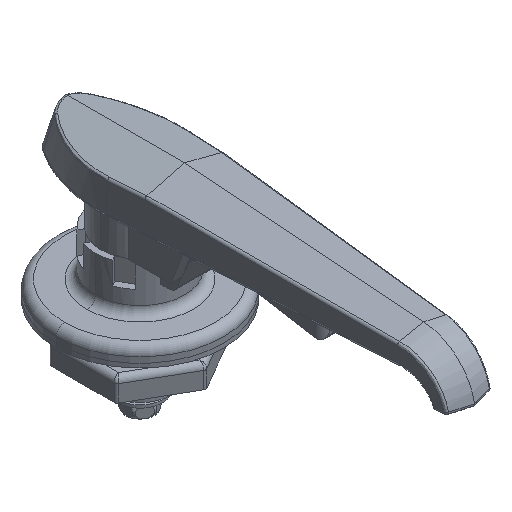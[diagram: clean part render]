
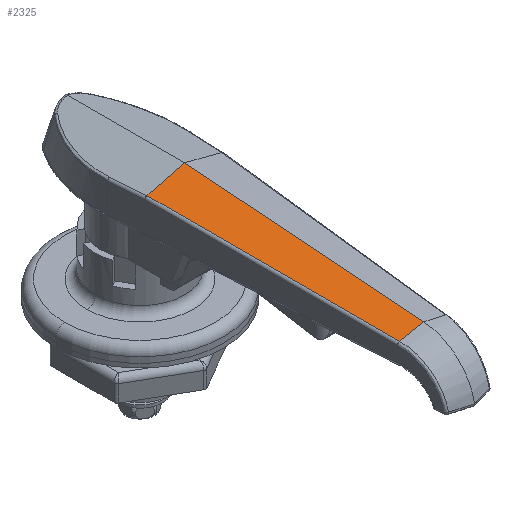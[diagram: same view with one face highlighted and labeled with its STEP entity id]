
A CAD part, isometric view. The second image highlights one B-rep face of the part: STEP entity #2325.
In plain terms, the highlighted planar face has unit normal (-0.257, -0.073, 0.964).
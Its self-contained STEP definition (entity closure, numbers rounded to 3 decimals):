
#1027 = CARTESIAN_POINT ( 'NONE',  ( -13.368, -15.865, 24.445 ) ) ;
#1052 = CARTESIAN_POINT ( 'NONE',  ( -0.808, -15.992, 27.785 ) ) ;
#1053 = CARTESIAN_POINT ( 'NONE',  ( -13.367, -15.865, 24.445 ) ) ;
#1054 = DIRECTION ( 'NONE',  ( 0.966, -0.01, 0.257 ) ) ;
#1055 = CARTESIAN_POINT ( 'NONE',  ( -8.208, -102.022, 19.283 ) ) ;
#1056 = DIRECTION ( 'NONE',  ( 0.06, -0.996, -0.06 ) ) ;
#1057 = CARTESIAN_POINT ( 'NONE',  ( -13.37, -15.865, 24.444 ) ) ;
#1058 = CARTESIAN_POINT ( 'NONE',  ( -13.371, -15.865, 24.444 ) ) ;
#1489 = VERTEX_POINT ( 'NONE', #5645 ) ;
#1507 = VERTEX_POINT ( 'NONE', #5356 ) ;
#1511 = VERTEX_POINT ( 'NONE', #5360 ) ;
#2325 = ADVANCED_FACE ( 'NONE', ( #9553 ), #6036, .F. ) ;
#2635 = AXIS2_PLACEMENT_3D ( 'NONE', #6032, #6045, #6046 ) ;
#3208 = CARTESIAN_POINT ( 'NONE',  ( 0., -16., 28. ) ) ;
#3209 = DIRECTION ( 'NONE',  ( 0., -0.997, -0.076 ) ) ;
#3332 = CARTESIAN_POINT ( 'NONE',  ( -8.255, -101.227, 19.331 ) ) ;
#3333 = CARTESIAN_POINT ( 'NONE',  ( -8.256, -101.227, 19.331 ) ) ;
#3334 = CARTESIAN_POINT ( 'NONE',  ( -13.371, -15.865, 24.444 ) ) ;
#5305 = EDGE_CURVE ( 'NONE', #1489, #1507, #7681, .T. ) ;
#5306 = EDGE_CURVE ( 'NONE', #1489, #8148, #7128, .T. ) ;
#5307 = EDGE_CURVE ( 'NONE', #8148, #8147, #7684, .T. ) ;
#5308 = EDGE_CURVE ( 'NONE', #8147, #8146, #7129, .T. ) ;
#5309 = EDGE_CURVE ( 'NONE', #1511, #8146, #7679, .T. ) ;
#5356 = CARTESIAN_POINT ( 'NONE',  ( 0., -16., 28. ) ) ;
#5360 = CARTESIAN_POINT ( 'NONE',  ( 0., -101.663, 21.5 ) ) ;
#5602 = EDGE_CURVE ( 'NONE', #1507, #1511, #6802, .T. ) ;
#5645 = CARTESIAN_POINT ( 'NONE',  ( -13.367, -15.865, 24.445 ) ) ;
#5712 = CARTESIAN_POINT ( 'NONE',  ( -8.256, -101.227, 19.331 ) ) ;
#5714 = CARTESIAN_POINT ( 'NONE',  ( -8.256, -101.227, 19.331 ) ) ;
#5715 = CARTESIAN_POINT ( 'NONE',  ( -8.255, -101.227, 19.331 ) ) ;
#5716 = CARTESIAN_POINT ( 'NONE',  ( -8.255, -101.227, 19.331 ) ) ;
#5717 = CARTESIAN_POINT ( 'NONE',  ( 0., -101.663, 21.5 ) ) ;
#5719 = DIRECTION ( 'NONE',  ( -0.966, 0.051, -0.254 ) ) ;
#6032 = CARTESIAN_POINT ( 'NONE',  ( 0., -101.663, 21.5 ) ) ;
#6036 = PLANE ( 'NONE',  #2635 ) ;
#6045 = DIRECTION ( 'NONE',  ( 0.257, 0.073, -0.964 ) ) ;
#6046 = DIRECTION ( 'NONE',  ( -0.966, 0., -0.258 ) ) ;
#6802 = LINE ( 'NONE', #3208, #6804 ) ;
#6804 = VECTOR ( 'NONE', #3209, 1000. ) ;
#7128 =( BOUNDED_CURVE ( )  B_SPLINE_CURVE ( 3, ( #1053, #1027, #1057, #1058 ),
 .UNSPECIFIED., .F., .T. ) 
 B_SPLINE_CURVE_WITH_KNOTS ( ( 4, 4 ),
 ( 6.278, 6.282 ),
 .UNSPECIFIED. ) 
 CURVE ( )  GEOMETRIC_REPRESENTATION_ITEM ( )  RATIONAL_B_SPLINE_CURVE ( ( 1., 1., 1., 1. ) ) 
 REPRESENTATION_ITEM ( '' )  );
#7129 = B_SPLINE_CURVE_WITH_KNOTS ( 'NONE', 3,
 ( #5714, #5712, #5715, #5716 ),
 .UNSPECIFIED., .F., .F.,
 ( 4, 4 ),
 ( 0., 0. ),
 .UNSPECIFIED. ) ;
#7350 = EDGE_LOOP ( 'NONE', ( #7479, #7481, #7483, #7485, #7487, #7489 ) ) ;
#7479 = ORIENTED_EDGE ( 'NONE', *, *, #5305, .F. ) ;
#7481 = ORIENTED_EDGE ( 'NONE', *, *, #5306, .T. ) ;
#7483 = ORIENTED_EDGE ( 'NONE', *, *, #5307, .T. ) ;
#7485 = ORIENTED_EDGE ( 'NONE', *, *, #5308, .T. ) ;
#7487 = ORIENTED_EDGE ( 'NONE', *, *, #5309, .F. ) ;
#7489 = ORIENTED_EDGE ( 'NONE', *, *, #5602, .F. ) ;
#7679 = LINE ( 'NONE', #5717, #7685 ) ;
#7681 = LINE ( 'NONE', #1052, #7683 ) ;
#7683 = VECTOR ( 'NONE', #1054, 1000. ) ;
#7684 = LINE ( 'NONE', #1055, #7686 ) ;
#7685 = VECTOR ( 'NONE', #5719, 1000. ) ;
#7686 = VECTOR ( 'NONE', #1056, 1000. ) ;
#8146 = VERTEX_POINT ( 'NONE', #3332 ) ;
#8147 = VERTEX_POINT ( 'NONE', #3333 ) ;
#8148 = VERTEX_POINT ( 'NONE', #3334 ) ;
#9553 = FACE_OUTER_BOUND ( 'NONE', #7350, .T. ) ;
